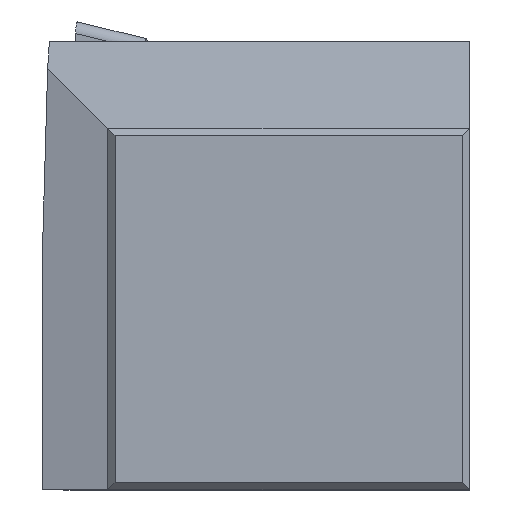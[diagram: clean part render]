
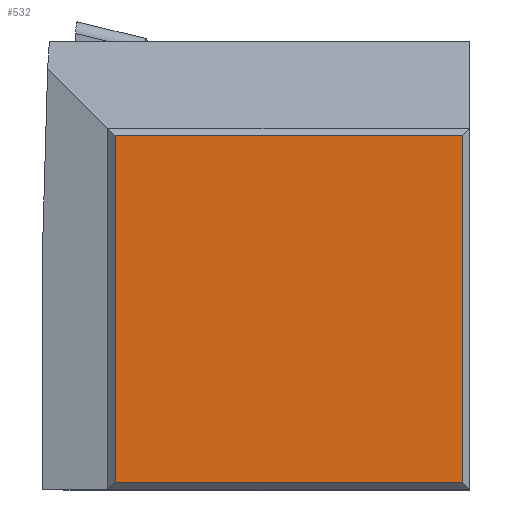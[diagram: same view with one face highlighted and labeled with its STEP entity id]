
A CAD part, left-side view. The second image highlights one B-rep face of the part: STEP entity #532.
In plain terms, the highlighted face is planar.
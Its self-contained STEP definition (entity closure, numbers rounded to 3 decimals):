
#112=DIRECTION('',(-1.,0.,0.));
#113=VECTOR('',#112,24.);
#114=CARTESIAN_POINT('',(24.5,24.5,0.));
#115=LINE('',#114,#113);
#119=DIRECTION('',(0.,1.,0.));
#120=VECTOR('',#119,24.);
#121=CARTESIAN_POINT('',(24.5,0.5,0.));
#122=LINE('',#121,#120);
#126=DIRECTION('',(1.,0.,0.));
#127=VECTOR('',#126,24.);
#128=CARTESIAN_POINT('',(0.5,0.5,0.));
#129=LINE('',#128,#127);
#133=DIRECTION('',(0.,-1.,0.));
#134=VECTOR('',#133,24.);
#135=CARTESIAN_POINT('',(0.5,24.5,0.));
#136=LINE('',#135,#134);
#479=CARTESIAN_POINT('',(24.5,24.5,0.));
#480=CARTESIAN_POINT('',(0.5,24.5,0.));
#481=VERTEX_POINT('',#479);
#482=VERTEX_POINT('',#480);
#483=CARTESIAN_POINT('',(0.5,0.5,0.));
#484=VERTEX_POINT('',#483);
#489=CARTESIAN_POINT('',(24.5,0.5,0.));
#490=VERTEX_POINT('',#489);
#517=CARTESIAN_POINT('',(0.,0.,0.));
#518=DIRECTION('',(0.,0.,-1.));
#519=DIRECTION('',(0.,1.,0.));
#520=AXIS2_PLACEMENT_3D('',#517,#518,#519);
#521=PLANE('',#520);
#523=ORIENTED_EDGE('',*,*,#522,.F.);
#525=ORIENTED_EDGE('',*,*,#524,.F.);
#527=ORIENTED_EDGE('',*,*,#526,.F.);
#529=ORIENTED_EDGE('',*,*,#528,.F.);
#530=EDGE_LOOP('',(#523,#525,#527,#529));
#531=FACE_OUTER_BOUND('',#530,.F.);
#522=EDGE_CURVE('',#481,#482,#115,.T.);
#524=EDGE_CURVE('',#490,#481,#122,.T.);
#526=EDGE_CURVE('',#484,#490,#129,.T.);
#528=EDGE_CURVE('',#482,#484,#136,.T.);
#532=ADVANCED_FACE('',(#531),#521,.F.);
